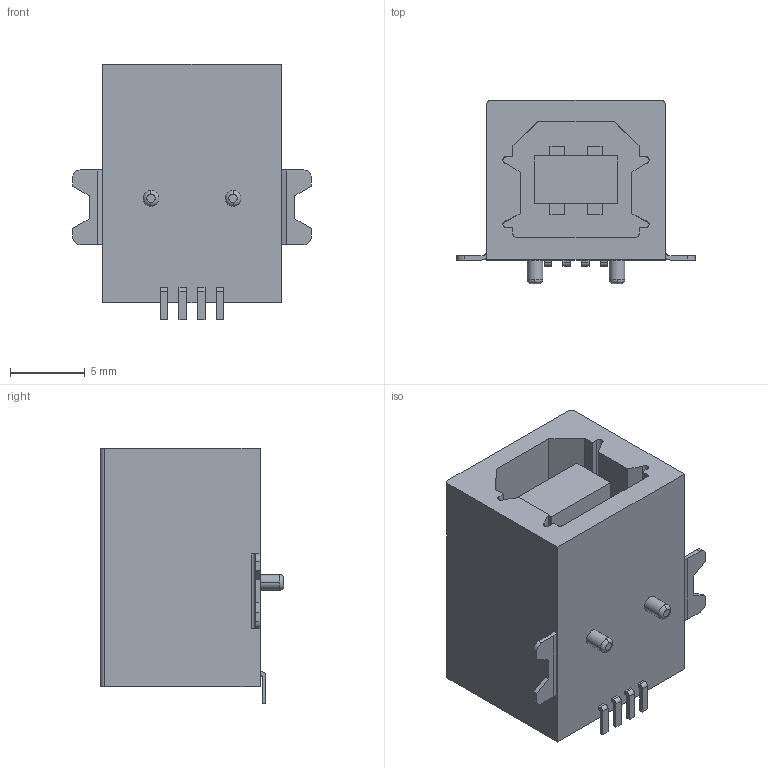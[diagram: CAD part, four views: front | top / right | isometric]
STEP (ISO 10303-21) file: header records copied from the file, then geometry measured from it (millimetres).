
FILE_DESCRIPTION(('FreeCAD Model'),'2;1');
FILE_NAME('USB-B_SMD.step', '2018-04-25T10:33:32',('kicad StepUp'),('ksu MCAD'), 'Open CASCADE STEP processor 6.8','FreeCAD','Unknown');
FILE_SCHEMA(('AUTOMOTIVE_DESIGN_CC2 { 1 2 10303 214 -1 1 5 4 }'));
Length unit declared in the file: millimetre
Products named in the file (1): usb_a-usb_b_smt
Bounding box: 16 x 12.28 x 17.15 mm (x, y, z)
Volume: 1424.4 mm3; surface area: 1877 mm2
Topology: 1 solids, 1 shells, 130 faces, 356 edges, 238 vertices
Faces by surface type: plane 96, cylinder 30, torus 4
Entity records: 5036 total; most frequent: CARTESIAN_POINT 725, ORIENTED_EDGE 712, DIRECTION 692, EDGE_CURVE 356, LINE 282, VECTOR 282, VERTEX_POINT 238, AXIS2_PLACEMENT_3D 205
